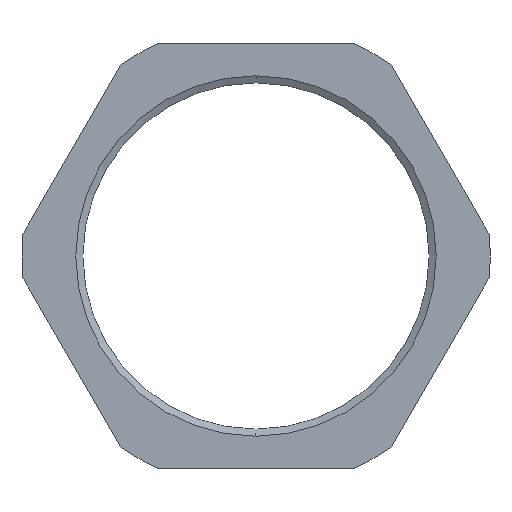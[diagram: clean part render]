
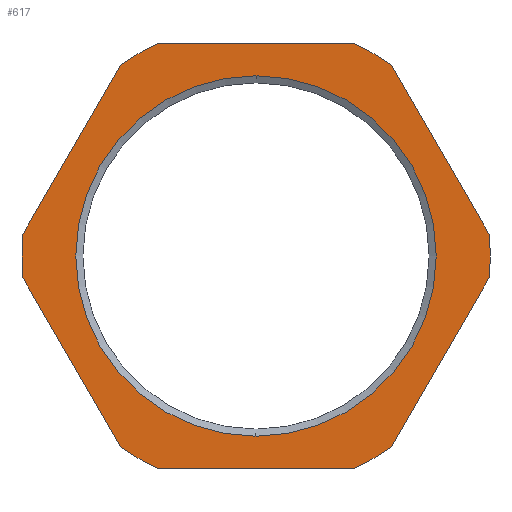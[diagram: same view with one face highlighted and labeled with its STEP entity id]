
A CAD part, left-side view. The second image highlights one B-rep face of the part: STEP entity #617.
In plain terms, the highlighted planar face has unit normal (-1, 0, 0).
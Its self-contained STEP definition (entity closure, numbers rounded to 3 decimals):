
#3 = CARTESIAN_POINT ( 'NONE',  ( -10., 0., 0. ) ) ;
#11 = DIRECTION ( 'NONE',  ( 1., 0., 0. ) ) ;
#14 = DIRECTION ( 'NONE',  ( 1., 0., 0. ) ) ;
#23 = ORIENTED_EDGE ( 'NONE', *, *, #1038, .F. ) ;
#27 = VERTEX_POINT ( 'NONE', #430 ) ;
#37 = CARTESIAN_POINT ( 'NONE',  ( -10., 43.301, 0. ) ) ;
#42 = VERTEX_POINT ( 'NONE', #846 ) ;
#45 = DIRECTION ( 'NONE',  ( 0., 0., 1. ) ) ;
#46 = DIRECTION ( 'NONE',  ( 0., 0., -1. ) ) ;
#54 = EDGE_LOOP ( 'NONE', ( #114, #1096 ) ) ;
#73 = CARTESIAN_POINT ( 'NONE',  ( -10., 23.884, 33.632 ) ) ;
#95 = VERTEX_POINT ( 'NONE', #878 ) ;
#101 = AXIS2_PLACEMENT_3D ( 'NONE', #550, #950, #46 ) ;
#114 = ORIENTED_EDGE ( 'NONE', *, *, #331, .T. ) ;
#116 = DIRECTION ( 'NONE',  ( 0., 0., -1. ) ) ;
#137 = FACE_BOUND ( 'NONE', #54, .T. ) ;
#155 = DIRECTION ( 'NONE',  ( 0., 0., -1. ) ) ;
#159 = VECTOR ( 'NONE', #1014, 1000. ) ;
#164 = CIRCLE ( 'NONE', #1060, 41.25 ) ;
#189 = CARTESIAN_POINT ( 'NONE',  ( -10., -43.301, 0. ) ) ;
#191 = ORIENTED_EDGE ( 'NONE', *, *, #1151, .T. ) ;
#192 = ORIENTED_EDGE ( 'NONE', *, *, #821, .F. ) ;
#195 = DIRECTION ( 'NONE',  ( 0., 0., -1. ) ) ;
#196 = LINE ( 'NONE', #1069, #938 ) ;
#208 = VERTEX_POINT ( 'NONE', #476 ) ;
#214 = DIRECTION ( 'NONE',  ( 1., 0., 0. ) ) ;
#219 = ORIENTED_EDGE ( 'NONE', *, *, #456, .F. ) ;
#224 = ORIENTED_EDGE ( 'NONE', *, *, #265, .F. ) ;
#226 = CIRCLE ( 'NONE', #101, 41.25 ) ;
#265 = EDGE_CURVE ( 'NONE', #728, #620, #416, .T. ) ;
#269 = CARTESIAN_POINT ( 'NONE',  ( -10., 21.651, 37.5 ) ) ;
#273 = EDGE_LOOP ( 'NONE', ( #192, #191, #282, #1187, #738, #23, #224, #713, #219, #902, #888, #1177 ) ) ;
#282 = ORIENTED_EDGE ( 'NONE', *, *, #636, .F. ) ;
#309 = AXIS2_PLACEMENT_3D ( 'NONE', #719, #831, #731 ) ;
#311 = AXIS2_PLACEMENT_3D ( 'NONE', #1251, #1242, #45 ) ;
#314 = LINE ( 'NONE', #37, #1245 ) ;
#319 = DIRECTION ( 'NONE',  ( 0., -0.5, -0.866 ) ) ;
#324 = EDGE_CURVE ( 'NONE', #728, #27, #615, .T. ) ;
#325 = DIRECTION ( 'NONE',  ( 0., 0.5, -0.866 ) ) ;
#326 = VERTEX_POINT ( 'NONE', #519 ) ;
#330 = AXIS2_PLACEMENT_3D ( 'NONE', #549, #1138, #1047 ) ;
#331 = EDGE_CURVE ( 'NONE', #326, #893, #628, .T. ) ;
#333 = AXIS2_PLACEMENT_3D ( 'NONE', #795, #214, #116 ) ;
#353 = VECTOR ( 'NONE', #1209, 1000. ) ;
#415 = CARTESIAN_POINT ( 'NONE',  ( -10., 23.884, -33.632 ) ) ;
#416 = CIRCLE ( 'NONE', #1061, 41.25 ) ;
#430 = CARTESIAN_POINT ( 'NONE',  ( -10., -23.884, 33.632 ) ) ;
#448 = CARTESIAN_POINT ( 'NONE',  ( -10., 0., 31.75 ) ) ;
#449 = VERTEX_POINT ( 'NONE', #809 ) ;
#456 = EDGE_CURVE ( 'NONE', #449, #27, #982, .T. ) ;
#469 = VERTEX_POINT ( 'NONE', #415 ) ;
#476 = CARTESIAN_POINT ( 'NONE',  ( -10., 41.068, -3.868 ) ) ;
#493 = EDGE_CURVE ( 'NONE', #893, #326, #649, .T. ) ;
#504 = CARTESIAN_POINT ( 'NONE',  ( -10., 0., 0. ) ) ;
#507 = LINE ( 'NONE', #1105, #159 ) ;
#519 = CARTESIAN_POINT ( 'NONE',  ( -10., 0., -31.75 ) ) ;
#531 = CARTESIAN_POINT ( 'NONE',  ( -10., 0., 0. ) ) ;
#535 = FACE_OUTER_BOUND ( 'NONE', #273, .T. ) ;
#539 = CARTESIAN_POINT ( 'NONE',  ( -10., -17.185, -37.5 ) ) ;
#542 = VECTOR ( 'NONE', #1033, 1000. ) ;
#549 = CARTESIAN_POINT ( 'NONE',  ( -10., 0., 0. ) ) ;
#550 = CARTESIAN_POINT ( 'NONE',  ( -10., 0., 0. ) ) ;
#604 = CARTESIAN_POINT ( 'NONE',  ( -10., 17.185, 37.5 ) ) ;
#615 = LINE ( 'NONE', #687, #353 ) ;
#617 = ADVANCED_FACE ( 'NONE', ( #137, #535 ), #942, .T. ) ;
#620 = VERTEX_POINT ( 'NONE', #1152 ) ;
#628 = CIRCLE ( 'NONE', #857, 31.75 ) ;
#636 = EDGE_CURVE ( 'NONE', #936, #469, #876, .T. ) ;
#649 = CIRCLE ( 'NONE', #1079, 31.75 ) ;
#687 = CARTESIAN_POINT ( 'NONE',  ( -10., -43.301, 0. ) ) ;
#695 = DIRECTION ( 'NONE',  ( 1., 0., 0. ) ) ;
#713 = ORIENTED_EDGE ( 'NONE', *, *, #324, .T. ) ;
#719 = CARTESIAN_POINT ( 'NONE',  ( -10., 0., 0. ) ) ;
#728 = VERTEX_POINT ( 'NONE', #1278 ) ;
#731 = DIRECTION ( 'NONE',  ( 0., 0., -1. ) ) ;
#738 = ORIENTED_EDGE ( 'NONE', *, *, #863, .F. ) ;
#789 = VERTEX_POINT ( 'NONE', #73 ) ;
#795 = CARTESIAN_POINT ( 'NONE',  ( -10., 0., 0. ) ) ;
#800 = DIRECTION ( 'NONE',  ( 0., 0., -1. ) ) ;
#809 = CARTESIAN_POINT ( 'NONE',  ( -10., -17.185, 37.5 ) ) ;
#821 = EDGE_CURVE ( 'NONE', #208, #42, #164, .T. ) ;
#831 = DIRECTION ( 'NONE',  ( 1., 0., 0. ) ) ;
#846 = CARTESIAN_POINT ( 'NONE',  ( -10., 41.068, 3.868 ) ) ;
#851 = LINE ( 'NONE', #269, #542 ) ;
#857 = AXIS2_PLACEMENT_3D ( 'NONE', #3, #11, #800 ) ;
#863 = EDGE_CURVE ( 'NONE', #95, #1206, #226, .T. ) ;
#873 = VECTOR ( 'NONE', #325, 1000. ) ;
#876 = CIRCLE ( 'NONE', #330, 41.25 ) ;
#878 = CARTESIAN_POINT ( 'NONE',  ( -10., -23.884, -33.632 ) ) ;
#886 = CARTESIAN_POINT ( 'NONE',  ( -10., 0., 0. ) ) ;
#888 = ORIENTED_EDGE ( 'NONE', *, *, #1065, .F. ) ;
#893 = VERTEX_POINT ( 'NONE', #448 ) ;
#902 = ORIENTED_EDGE ( 'NONE', *, *, #1289, .F. ) ;
#936 = VERTEX_POINT ( 'NONE', #1153 ) ;
#938 = VECTOR ( 'NONE', #1098, 1000. ) ;
#942 = PLANE ( 'NONE',  #311 ) ;
#949 = EDGE_CURVE ( 'NONE', #42, #789, #196, .T. ) ;
#950 = DIRECTION ( 'NONE',  ( 1., 0., 0. ) ) ;
#955 = VERTEX_POINT ( 'NONE', #604 ) ;
#982 = CIRCLE ( 'NONE', #333, 41.25 ) ;
#1014 = DIRECTION ( 'NONE',  ( 0., -1., 0. ) ) ;
#1033 = DIRECTION ( 'NONE',  ( 0., -1., 0. ) ) ;
#1038 = EDGE_CURVE ( 'NONE', #620, #95, #1084, .T. ) ;
#1047 = DIRECTION ( 'NONE',  ( 0., 0., -1. ) ) ;
#1060 = AXIS2_PLACEMENT_3D ( 'NONE', #531, #1126, #155 ) ;
#1061 = AXIS2_PLACEMENT_3D ( 'NONE', #886, #695, #195 ) ;
#1065 = EDGE_CURVE ( 'NONE', #789, #955, #1102, .T. ) ;
#1069 = CARTESIAN_POINT ( 'NONE',  ( -10., 43.301, 0. ) ) ;
#1079 = AXIS2_PLACEMENT_3D ( 'NONE', #504, #14, #1112 ) ;
#1084 = LINE ( 'NONE', #189, #873 ) ;
#1096 = ORIENTED_EDGE ( 'NONE', *, *, #493, .T. ) ;
#1098 = DIRECTION ( 'NONE',  ( 0., -0.5, 0.866 ) ) ;
#1102 = CIRCLE ( 'NONE', #309, 41.25 ) ;
#1105 = CARTESIAN_POINT ( 'NONE',  ( -10., 21.651, -37.5 ) ) ;
#1112 = DIRECTION ( 'NONE',  ( 0., 0., -1. ) ) ;
#1126 = DIRECTION ( 'NONE',  ( 1., 0., 0. ) ) ;
#1133 = EDGE_CURVE ( 'NONE', #936, #1206, #507, .T. ) ;
#1138 = DIRECTION ( 'NONE',  ( 1., 0., 0. ) ) ;
#1151 = EDGE_CURVE ( 'NONE', #208, #469, #314, .T. ) ;
#1152 = CARTESIAN_POINT ( 'NONE',  ( -10., -41.068, -3.868 ) ) ;
#1153 = CARTESIAN_POINT ( 'NONE',  ( -10., 17.185, -37.5 ) ) ;
#1177 = ORIENTED_EDGE ( 'NONE', *, *, #949, .F. ) ;
#1187 = ORIENTED_EDGE ( 'NONE', *, *, #1133, .T. ) ;
#1206 = VERTEX_POINT ( 'NONE', #539 ) ;
#1209 = DIRECTION ( 'NONE',  ( 0., 0.5, 0.866 ) ) ;
#1242 = DIRECTION ( 'NONE',  ( -1., 0., 0. ) ) ;
#1245 = VECTOR ( 'NONE', #319, 1000. ) ;
#1251 = CARTESIAN_POINT ( 'NONE',  ( -10., 41.25, 0. ) ) ;
#1278 = CARTESIAN_POINT ( 'NONE',  ( -10., -41.068, 3.868 ) ) ;
#1289 = EDGE_CURVE ( 'NONE', #955, #449, #851, .T. ) ;
